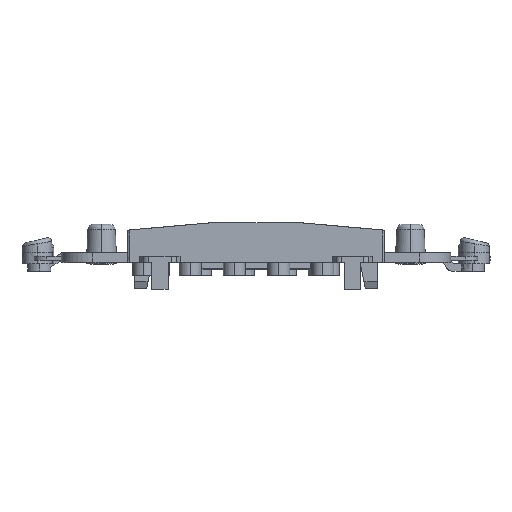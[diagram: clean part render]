
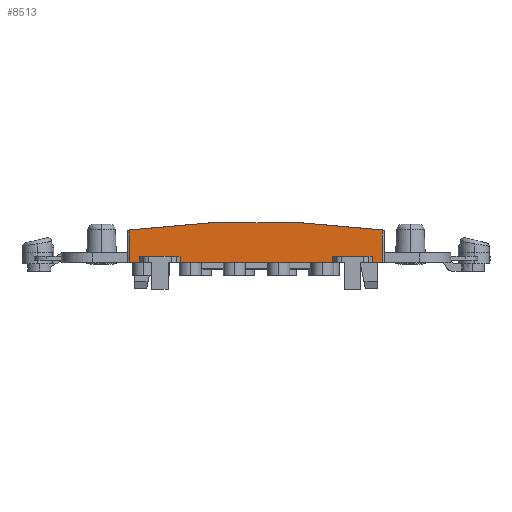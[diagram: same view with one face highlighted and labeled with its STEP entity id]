
A CAD part, top view. The second image highlights one B-rep face of the part: STEP entity #8513.
In plain terms, the highlighted free-form (B-spline) face has degree [1, 1] with [2, 2] control points.
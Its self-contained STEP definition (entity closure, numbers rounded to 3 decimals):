
#7153 = VERTEX_POINT('',#7154);
#7154 = CARTESIAN_POINT('',(36.281,-11.214,
    37.262));
#7159 = EDGE_CURVE('',#7160,#7153,#7162,.T.);
#7160 = VERTEX_POINT('',#7161);
#7161 = CARTESIAN_POINT('',(-36.024,-11.214,
    37.262));
#7162 = B_SPLINE_CURVE_WITH_KNOTS('',1,(#7163,#7164),.UNSPECIFIED.,.F.,
  .F.,(2,2),(20.55,82.45),.PIECEWISE_BEZIER_KNOTS.);
#7163 = CARTESIAN_POINT('',(-36.024,-11.214,
    37.262));
#7164 = CARTESIAN_POINT('',(36.281,-11.214,
    37.262));
#7203 = VERTEX_POINT('',#7204);
#7204 = CARTESIAN_POINT('',(-41.017,-11.214,
    37.262));
#7209 = EDGE_CURVE('',#7210,#7203,#7212,.T.);
#7210 = VERTEX_POINT('',#7211);
#7211 = CARTESIAN_POINT('',(-50.362,-11.214,
    37.262));
#7212 = B_SPLINE_CURVE_WITH_KNOTS('',1,(#7213,#7214),.UNSPECIFIED.,.F.,
  .F.,(2,2),(8.275,16.275),.PIECEWISE_BEZIER_KNOTS.);
#7213 = CARTESIAN_POINT('',(-50.362,-11.214,
    37.262));
#7214 = CARTESIAN_POINT('',(-41.017,-11.214,
    37.262));
#7253 = VERTEX_POINT('',#7254);
#7254 = CARTESIAN_POINT('',(-55.355,-11.214,
    37.262));
#7259 = EDGE_CURVE('',#7260,#7253,#7262,.T.);
#7260 = VERTEX_POINT('',#7261);
#7261 = CARTESIAN_POINT('',(-60.028,-11.214,
    37.262));
#7262 = B_SPLINE_CURVE_WITH_KNOTS('',1,(#7263,#7264),.UNSPECIFIED.,.F.,
  .F.,(2,2),(0.,4.),.PIECEWISE_BEZIER_KNOTS.);
#7263 = CARTESIAN_POINT('',(-60.028,-11.214,
    37.262));
#7264 = CARTESIAN_POINT('',(-55.355,-11.214,
    37.262));
#7400 = VERTEX_POINT('',#7401);
#7401 = CARTESIAN_POINT('',(60.028,-11.214,
    37.262));
#7407 = EDGE_CURVE('',#7408,#7400,#7410,.T.);
#7408 = VERTEX_POINT('',#7409);
#7409 = CARTESIAN_POINT('',(55.612,-11.214,
    37.262));
#7410 = B_SPLINE_CURVE_WITH_KNOTS('',1,(#7411,#7412),.UNSPECIFIED.,.F.,
  .F.,(2,2),(99.,102.78),.PIECEWISE_BEZIER_KNOTS.);
#7411 = CARTESIAN_POINT('',(55.612,-11.214,
    37.262));
#7412 = CARTESIAN_POINT('',(60.028,-11.214,
    37.262));
#7451 = VERTEX_POINT('',#7452);
#7452 = CARTESIAN_POINT('',(50.619,-11.214,
    37.262));
#7457 = EDGE_CURVE('',#7458,#7451,#7460,.T.);
#7458 = VERTEX_POINT('',#7459);
#7459 = CARTESIAN_POINT('',(41.274,-11.214,
    37.262));
#7460 = B_SPLINE_CURVE_WITH_KNOTS('',1,(#7461,#7462),.UNSPECIFIED.,.F.,
  .F.,(2,2),(86.725,94.725),.PIECEWISE_BEZIER_KNOTS.);
#7461 = CARTESIAN_POINT('',(41.274,-11.214,
    37.262));
#7462 = CARTESIAN_POINT('',(50.619,-11.214,
    37.262));
#8489 = EDGE_CURVE('',#8490,#7260,#8492,.T.);
#8490 = VERTEX_POINT('',#8491);
#8491 = CARTESIAN_POINT('',(-60.028,4.244,
    37.262));
#8492 = B_SPLINE_CURVE_WITH_KNOTS('',1,(#8493,#8494),.UNSPECIFIED.,.F.,
  .F.,(2,2),(-2.133,11.1),.PIECEWISE_BEZIER_KNOTS.);
#8493 = CARTESIAN_POINT('',(-60.028,4.244,
    37.262));
#8494 = CARTESIAN_POINT('',(-60.028,-11.214,
    37.262));
#8513 = ADVANCED_FACE('',(#8514),#8611,.F.);
#8514 = FACE_BOUND('',#8515,.T.);
#8515 = EDGE_LOOP('',(#8516,#8525,#8530,#8531,#8538,#8544,#8545,#8546,
    #8553,#8560,#8565,#8566,#8573,#8580,#8585,#8586,#8593,#8600,#8605,
    #8606));
#8516 = ORIENTED_EDGE('',*,*,#8517,.T.);
#8517 = EDGE_CURVE('',#8518,#8520,#8522,.T.);
#8518 = VERTEX_POINT('',#8519);
#8519 = CARTESIAN_POINT('',(50.619,-8.34,
    37.262));
#8520 = VERTEX_POINT('',#8521);
#8521 = CARTESIAN_POINT('',(55.612,-8.34,
    37.262));
#8522 = B_SPLINE_CURVE_WITH_KNOTS('',1,(#8523,#8524),.UNSPECIFIED.,.F.,
  .F.,(2,2),(0.,4.275),.PIECEWISE_BEZIER_KNOTS.);
#8523 = CARTESIAN_POINT('',(50.619,-8.34,
    37.262));
#8524 = CARTESIAN_POINT('',(55.612,-8.34,
    37.262));
#8525 = ORIENTED_EDGE('',*,*,#8526,.T.);
#8526 = EDGE_CURVE('',#8520,#7408,#8527,.T.);
#8527 = B_SPLINE_CURVE_WITH_KNOTS('',1,(#8528,#8529),.UNSPECIFIED.,.F.,
  .F.,(2,2),(0.,2.46),.PIECEWISE_BEZIER_KNOTS.);
#8528 = CARTESIAN_POINT('',(55.612,-8.34,
    37.262));
#8529 = CARTESIAN_POINT('',(55.612,-11.214,
    37.262));
#8530 = ORIENTED_EDGE('',*,*,#7407,.T.);
#8531 = ORIENTED_EDGE('',*,*,#8532,.F.);
#8532 = EDGE_CURVE('',#8533,#7400,#8535,.T.);
#8533 = VERTEX_POINT('',#8534);
#8534 = CARTESIAN_POINT('',(60.028,4.244,
    37.262));
#8535 = B_SPLINE_CURVE_WITH_KNOTS('',1,(#8536,#8537),.UNSPECIFIED.,.F.,
  .F.,(2,2),(-2.133,11.1),.PIECEWISE_BEZIER_KNOTS.);
#8536 = CARTESIAN_POINT('',(60.028,4.244,
    37.262));
#8537 = CARTESIAN_POINT('',(60.028,-11.214,
    37.262));
#8538 = ORIENTED_EDGE('',*,*,#8539,.T.);
#8539 = EDGE_CURVE('',#8533,#8490,#8540,.T.);
#8540 = ( BOUNDED_CURVE() B_SPLINE_CURVE(2,(#8541,#8542,#8543),
.UNSPECIFIED.,.F.,.F.) B_SPLINE_CURVE_WITH_KNOTS((3,3),(4.582,
4.843),.PIECEWISE_BEZIER_KNOTS.) CURVE() 
GEOMETRIC_REPRESENTATION_ITEM() RATIONAL_B_SPLINE_CURVE((1.,
0.991,1.)) REPRESENTATION_ITEM('') );
#8541 = CARTESIAN_POINT('',(60.028,4.244,
    37.262));
#8542 = CARTESIAN_POINT('',(0.,12.144,
    37.262));
#8543 = CARTESIAN_POINT('',(-60.028,4.244,
    37.262));
#8544 = ORIENTED_EDGE('',*,*,#8489,.T.);
#8545 = ORIENTED_EDGE('',*,*,#7259,.T.);
#8546 = ORIENTED_EDGE('',*,*,#8547,.F.);
#8547 = EDGE_CURVE('',#8548,#7253,#8550,.T.);
#8548 = VERTEX_POINT('',#8549);
#8549 = CARTESIAN_POINT('',(-55.355,-8.34,
    37.262));
#8550 = B_SPLINE_CURVE_WITH_KNOTS('',1,(#8551,#8552),.UNSPECIFIED.,.F.,
  .F.,(2,2),(0.,2.46),.PIECEWISE_BEZIER_KNOTS.);
#8551 = CARTESIAN_POINT('',(-55.355,-8.34,
    37.262));
#8552 = CARTESIAN_POINT('',(-55.355,-11.214,
    37.262));
#8553 = ORIENTED_EDGE('',*,*,#8554,.T.);
#8554 = EDGE_CURVE('',#8548,#8555,#8557,.T.);
#8555 = VERTEX_POINT('',#8556);
#8556 = CARTESIAN_POINT('',(-50.362,-8.34,
    37.262));
#8557 = B_SPLINE_CURVE_WITH_KNOTS('',1,(#8558,#8559),.UNSPECIFIED.,.F.,
  .F.,(2,2),(0.,4.275),.PIECEWISE_BEZIER_KNOTS.);
#8558 = CARTESIAN_POINT('',(-55.355,-8.34,
    37.262));
#8559 = CARTESIAN_POINT('',(-50.362,-8.34,
    37.262));
#8560 = ORIENTED_EDGE('',*,*,#8561,.T.);
#8561 = EDGE_CURVE('',#8555,#7210,#8562,.T.);
#8562 = B_SPLINE_CURVE_WITH_KNOTS('',1,(#8563,#8564),.UNSPECIFIED.,.F.,
  .F.,(2,2),(0.,2.46),.PIECEWISE_BEZIER_KNOTS.);
#8563 = CARTESIAN_POINT('',(-50.362,-8.34,
    37.262));
#8564 = CARTESIAN_POINT('',(-50.362,-11.214,
    37.262));
#8565 = ORIENTED_EDGE('',*,*,#7209,.T.);
#8566 = ORIENTED_EDGE('',*,*,#8567,.F.);
#8567 = EDGE_CURVE('',#8568,#7203,#8570,.T.);
#8568 = VERTEX_POINT('',#8569);
#8569 = CARTESIAN_POINT('',(-41.017,-8.34,
    37.262));
#8570 = B_SPLINE_CURVE_WITH_KNOTS('',1,(#8571,#8572),.UNSPECIFIED.,.F.,
  .F.,(2,2),(0.,2.46),.PIECEWISE_BEZIER_KNOTS.);
#8571 = CARTESIAN_POINT('',(-41.017,-8.34,
    37.262));
#8572 = CARTESIAN_POINT('',(-41.017,-11.214,
    37.262));
#8573 = ORIENTED_EDGE('',*,*,#8574,.T.);
#8574 = EDGE_CURVE('',#8568,#8575,#8577,.T.);
#8575 = VERTEX_POINT('',#8576);
#8576 = CARTESIAN_POINT('',(-36.024,-8.34,
    37.262));
#8577 = B_SPLINE_CURVE_WITH_KNOTS('',1,(#8578,#8579),.UNSPECIFIED.,.F.,
  .F.,(2,2),(0.,4.275),.PIECEWISE_BEZIER_KNOTS.);
#8578 = CARTESIAN_POINT('',(-41.017,-8.34,
    37.262));
#8579 = CARTESIAN_POINT('',(-36.024,-8.34,
    37.262));
#8580 = ORIENTED_EDGE('',*,*,#8581,.T.);
#8581 = EDGE_CURVE('',#8575,#7160,#8582,.T.);
#8582 = B_SPLINE_CURVE_WITH_KNOTS('',1,(#8583,#8584),.UNSPECIFIED.,.F.,
  .F.,(2,2),(0.,2.46),.PIECEWISE_BEZIER_KNOTS.);
#8583 = CARTESIAN_POINT('',(-36.024,-8.34,
    37.262));
#8584 = CARTESIAN_POINT('',(-36.024,-11.214,
    37.262));
#8585 = ORIENTED_EDGE('',*,*,#7159,.T.);
#8586 = ORIENTED_EDGE('',*,*,#8587,.F.);
#8587 = EDGE_CURVE('',#8588,#7153,#8590,.T.);
#8588 = VERTEX_POINT('',#8589);
#8589 = CARTESIAN_POINT('',(36.281,-8.34,
    37.262));
#8590 = B_SPLINE_CURVE_WITH_KNOTS('',1,(#8591,#8592),.UNSPECIFIED.,.F.,
  .F.,(2,2),(0.,2.46),.PIECEWISE_BEZIER_KNOTS.);
#8591 = CARTESIAN_POINT('',(36.281,-8.34,
    37.262));
#8592 = CARTESIAN_POINT('',(36.281,-11.214,
    37.262));
#8593 = ORIENTED_EDGE('',*,*,#8594,.T.);
#8594 = EDGE_CURVE('',#8588,#8595,#8597,.T.);
#8595 = VERTEX_POINT('',#8596);
#8596 = CARTESIAN_POINT('',(41.274,-8.34,
    37.262));
#8597 = B_SPLINE_CURVE_WITH_KNOTS('',1,(#8598,#8599),.UNSPECIFIED.,.F.,
  .F.,(2,2),(0.,4.275),.PIECEWISE_BEZIER_KNOTS.);
#8598 = CARTESIAN_POINT('',(36.281,-8.34,
    37.262));
#8599 = CARTESIAN_POINT('',(41.274,-8.34,
    37.262));
#8600 = ORIENTED_EDGE('',*,*,#8601,.T.);
#8601 = EDGE_CURVE('',#8595,#7458,#8602,.T.);
#8602 = B_SPLINE_CURVE_WITH_KNOTS('',1,(#8603,#8604),.UNSPECIFIED.,.F.,
  .F.,(2,2),(0.,2.46),.PIECEWISE_BEZIER_KNOTS.);
#8603 = CARTESIAN_POINT('',(41.274,-8.34,
    37.262));
#8604 = CARTESIAN_POINT('',(41.274,-11.214,
    37.262));
#8605 = ORIENTED_EDGE('',*,*,#7457,.T.);
#8606 = ORIENTED_EDGE('',*,*,#8607,.F.);
#8607 = EDGE_CURVE('',#8518,#7451,#8608,.T.);
#8608 = B_SPLINE_CURVE_WITH_KNOTS('',1,(#8609,#8610),.UNSPECIFIED.,.F.,
  .F.,(2,2),(0.,2.46),.PIECEWISE_BEZIER_KNOTS.);
#8609 = CARTESIAN_POINT('',(50.619,-8.34,
    37.262));
#8610 = CARTESIAN_POINT('',(50.619,-11.214,
    37.262));
#8611 = B_SPLINE_SURFACE_WITH_KNOTS('',1,1,(
    (#8612,#8613)
    ,(#8614,#8615
    )),.UNSPECIFIED.,.F.,.F.,.F.,(2,2),(2,2),(-102.78,0.),(-11.1,5.5),
  .PIECEWISE_BEZIER_KNOTS.);
#8612 = CARTESIAN_POINT('',(60.028,-11.214,
    37.262));
#8613 = CARTESIAN_POINT('',(60.028,8.177,37.262)
  );
#8614 = CARTESIAN_POINT('',(-60.028,-11.214,
    37.262));
#8615 = CARTESIAN_POINT('',(-60.028,8.177,37.262)
  );
